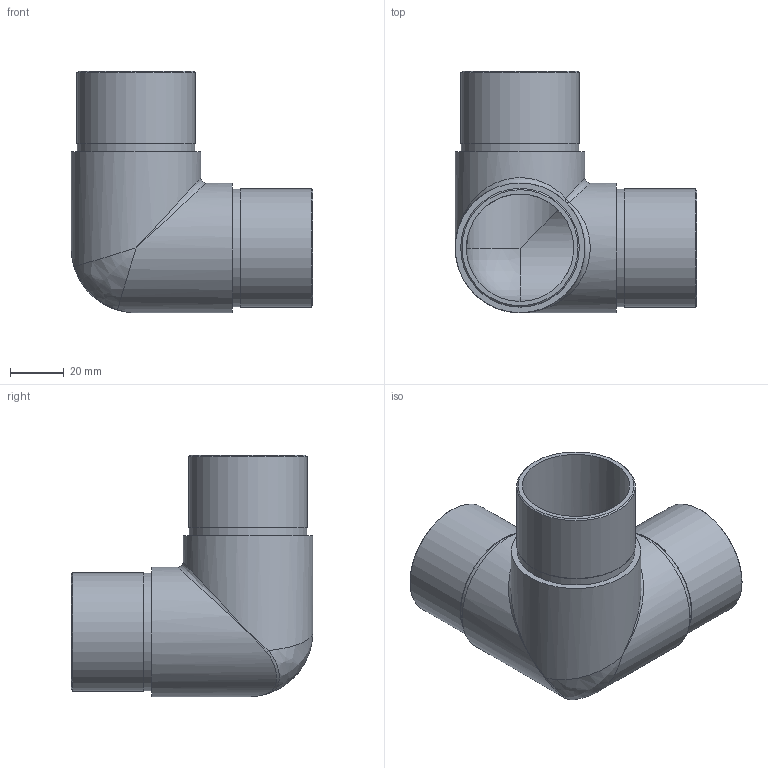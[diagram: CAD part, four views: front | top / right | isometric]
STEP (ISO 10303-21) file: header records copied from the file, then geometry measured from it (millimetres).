
FILE_DESCRIPTION (( 'STEP AP203' ), '1' );
FILE_NAME ('56192-320.step', '2020-03-04T07:17:02', ( '' ), ( '' ), 'SwSTEP 2.0', 'SolidWorks 2015', '' );
FILE_SCHEMA (( 'CONFIG_CONTROL_DESIGN' ));
Length unit declared in the file: millimetre
Products named in the file (2): 56192-320
Bounding box: 90 x 90 x 90 mm (x, y, z)
Volume: 69716.7 mm3; surface area: 46876.1 mm2
Topology: 1 solids, 1 shells, 254 faces, 666 edges, 436 vertices
Faces by surface type: bspline 119, plane 94, cylinder 36, cone 3, sphere 2
Full cylindrical faces by diameter (mm): 40 x3, 43.8 x3, 44.2 x3, 48.3 x3
Entity records: 12901 total; most frequent: CARTESIAN_POINT 7445, ORIENTED_EDGE 1274, DIRECTION 749, EDGE_CURVE 637, VERTEX_POINT 429, EDGE_LOOP 302, LINE 269, VECTOR 269
